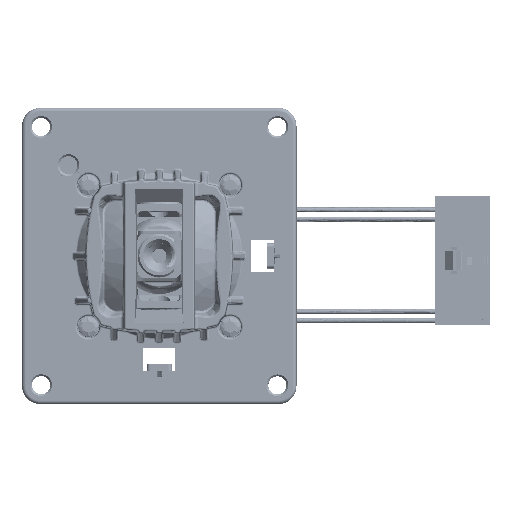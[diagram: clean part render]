
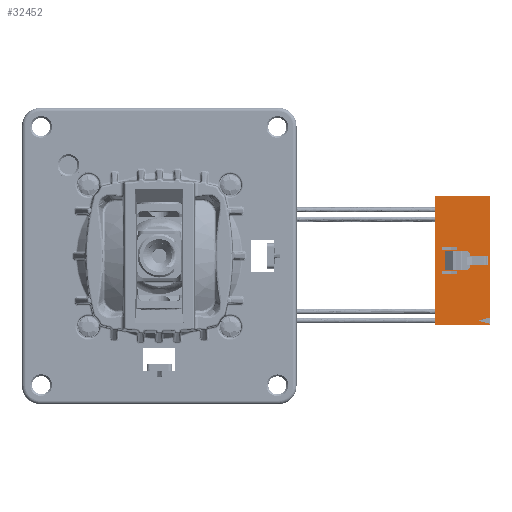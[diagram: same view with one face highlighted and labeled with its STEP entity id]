
A CAD part, top view. The second image highlights one B-rep face of the part: STEP entity #32452.
In plain terms, the highlighted planar face has unit normal (0, 0, 1).
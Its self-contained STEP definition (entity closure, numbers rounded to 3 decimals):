
#4159=FACE_BOUND('',#50848,.T.);
#4160=FACE_BOUND('',#50849,.T.);
#4161=FACE_BOUND('',#50850,.T.);
#4162=FACE_BOUND('',#50851,.T.);
#32452=ADVANCED_FACE('',(#4159,#4160,#4161,#4162),#37390,.T.);
#37390=PLANE('',#143419);
#50848=EDGE_LOOP('',(#79143,#79144,#79145,#79146,#79147,#79148,#79149));
#50849=EDGE_LOOP('',(#79150,#79151,#79152,#79153));
#50850=EDGE_LOOP('',(#79154,#79155,#79156,#79157));
#50851=EDGE_LOOP('',(#79158,#79159,#79160,#79161));
#79143=ORIENTED_EDGE('',*,*,#109926,.T.);
#79144=ORIENTED_EDGE('',*,*,#110549,.F.);
#79145=ORIENTED_EDGE('',*,*,#109740,.F.);
#79146=ORIENTED_EDGE('',*,*,#110550,.T.);
#79147=ORIENTED_EDGE('',*,*,#109923,.T.);
#79148=ORIENTED_EDGE('',*,*,#110548,.F.);
#79149=ORIENTED_EDGE('',*,*,#110551,.F.);
#79150=ORIENTED_EDGE('',*,*,#110552,.T.);
#79151=ORIENTED_EDGE('',*,*,#110553,.T.);
#79152=ORIENTED_EDGE('',*,*,#110554,.T.);
#79153=ORIENTED_EDGE('',*,*,#110555,.T.);
#79154=ORIENTED_EDGE('',*,*,#110556,.T.);
#79155=ORIENTED_EDGE('',*,*,#110557,.T.);
#79156=ORIENTED_EDGE('',*,*,#110558,.T.);
#79157=ORIENTED_EDGE('',*,*,#110559,.T.);
#79158=ORIENTED_EDGE('',*,*,#110560,.T.);
#79159=ORIENTED_EDGE('',*,*,#110561,.T.);
#79160=ORIENTED_EDGE('',*,*,#110562,.T.);
#79161=ORIENTED_EDGE('',*,*,#110563,.T.);
#94454=VERTEX_POINT('',#231926);
#94456=VERTEX_POINT('',#231929);
#94636=VERTEX_POINT('',#232293);
#94638=VERTEX_POINT('',#232296);
#94639=VERTEX_POINT('',#232299);
#94640=VERTEX_POINT('',#232301);
#94979=VERTEX_POINT('',#233557);
#94980=VERTEX_POINT('',#233564);
#94981=VERTEX_POINT('',#233565);
#94982=VERTEX_POINT('',#233567);
#94983=VERTEX_POINT('',#233569);
#94984=VERTEX_POINT('',#233572);
#94985=VERTEX_POINT('',#233573);
#94986=VERTEX_POINT('',#233575);
#94987=VERTEX_POINT('',#233577);
#94988=VERTEX_POINT('',#233580);
#94989=VERTEX_POINT('',#233581);
#94990=VERTEX_POINT('',#233583);
#94991=VERTEX_POINT('',#233585);
#109740=EDGE_CURVE('',#94454,#94456,#122249,.T.);
#109923=EDGE_CURVE('',#94638,#94636,#122432,.T.);
#109926=EDGE_CURVE('',#94640,#94639,#122435,.T.);
#110548=EDGE_CURVE('',#94979,#94636,#123057,.T.);
#110549=EDGE_CURVE('',#94456,#94639,#123058,.T.);
#110550=EDGE_CURVE('',#94454,#94638,#123059,.T.);
#110551=EDGE_CURVE('',#94640,#94979,#123060,.T.);
#110552=EDGE_CURVE('',#94980,#94981,#123061,.T.);
#110553=EDGE_CURVE('',#94981,#94982,#123062,.T.);
#110554=EDGE_CURVE('',#94982,#94983,#123063,.T.);
#110555=EDGE_CURVE('',#94983,#94980,#123064,.T.);
#110556=EDGE_CURVE('',#94984,#94985,#123065,.T.);
#110557=EDGE_CURVE('',#94985,#94986,#123066,.T.);
#110558=EDGE_CURVE('',#94986,#94987,#123067,.T.);
#110559=EDGE_CURVE('',#94987,#94984,#123068,.T.);
#110560=EDGE_CURVE('',#94988,#94989,#123069,.T.);
#110561=EDGE_CURVE('',#94989,#94990,#123070,.T.);
#110562=EDGE_CURVE('',#94990,#94991,#123071,.T.);
#110563=EDGE_CURVE('',#94991,#94988,#123072,.T.);
#122249=LINE('',#231928,#132485);
#122432=LINE('',#232295,#132668);
#122435=LINE('',#232300,#132671);
#123057=LINE('',#233558,#133293);
#123058=LINE('',#233560,#133294);
#123059=LINE('',#233561,#133295);
#123060=LINE('',#233562,#133296);
#123061=LINE('',#233563,#133297);
#123062=LINE('',#233566,#133298);
#123063=LINE('',#233568,#133299);
#123064=LINE('',#233570,#133300);
#123065=LINE('',#233571,#133301);
#123066=LINE('',#233574,#133302);
#123067=LINE('',#233576,#133303);
#123068=LINE('',#233578,#133304);
#123069=LINE('',#233579,#133305);
#123070=LINE('',#233582,#133306);
#123071=LINE('',#233584,#133307);
#123072=LINE('',#233586,#133308);
#132485=VECTOR('',#170522,1.);
#132668=VECTOR('',#170709,1.);
#132671=VECTOR('',#170712,1.);
#133293=VECTOR('',#171926,1.);
#133294=VECTOR('',#171929,1.);
#133295=VECTOR('',#171930,1.);
#133296=VECTOR('',#171931,1.);
#133297=VECTOR('',#171932,1.);
#133298=VECTOR('',#171933,1.);
#133299=VECTOR('',#171934,1.);
#133300=VECTOR('',#171935,1.);
#133301=VECTOR('',#171936,1.);
#133302=VECTOR('',#171937,1.);
#133303=VECTOR('',#171938,1.);
#133304=VECTOR('',#171939,1.);
#133305=VECTOR('',#171940,1.);
#133306=VECTOR('',#171941,1.);
#133307=VECTOR('',#171942,1.);
#133308=VECTOR('',#171943,1.);
#143419=AXIS2_PLACEMENT_3D('',#233587,#171944,#171945);
#170522=DIRECTION('',(0.,1.,0.));
#170709=DIRECTION('',(0.,1.,0.));
#170712=DIRECTION('',(0.,1.,0.));
#171926=DIRECTION('',(0.966,-0.259,0.));
#171929=DIRECTION('',(1.,0.,0.));
#171930=DIRECTION('',(1.,0.,0.));
#171931=DIRECTION('',(-0.966,-0.259,0.));
#171932=DIRECTION('',(0.,-1.,0.));
#171933=DIRECTION('',(-1.,0.,0.));
#171934=DIRECTION('',(0.,1.,0.));
#171935=DIRECTION('',(1.,0.,0.));
#171936=DIRECTION('',(0.,-1.,0.));
#171937=DIRECTION('',(-1.,0.,0.));
#171938=DIRECTION('',(0.,1.,0.));
#171939=DIRECTION('',(1.,0.,0.));
#171940=DIRECTION('',(0.,-1.,0.));
#171941=DIRECTION('',(-1.,0.,0.));
#171942=DIRECTION('',(0.,1.,0.));
#171943=DIRECTION('',(1.,0.,0.));
#171944=DIRECTION('',(0.,0.,1.));
#171945=DIRECTION('',(0.,1.,0.));
#231926=CARTESIAN_POINT('',(99.486,59.754,-133.876));
#231928=CARTESIAN_POINT('',(99.486,59.754,-133.876));
#231929=CARTESIAN_POINT('',(99.486,95.314,-133.876));
#232293=CARTESIAN_POINT('',(114.726,60.157,-133.876));
#232295=CARTESIAN_POINT('',(114.726,59.754,-133.876));
#232296=CARTESIAN_POINT('',(114.726,59.754,-133.876));
#232299=CARTESIAN_POINT('',(114.726,95.314,-133.876));
#232300=CARTESIAN_POINT('',(114.726,61.892,-133.876));
#232301=CARTESIAN_POINT('',(114.726,61.892,-133.876));
#233557=CARTESIAN_POINT('',(111.489,61.024,-133.876));
#233558=CARTESIAN_POINT('',(111.489,61.024,-133.876));
#233560=CARTESIAN_POINT('',(99.486,95.314,-133.876));
#233561=CARTESIAN_POINT('',(99.486,59.754,-133.876));
#233562=CARTESIAN_POINT('',(114.726,61.892,-133.876));
#233563=CARTESIAN_POINT('',(105.582,74.562,-133.876));
#233564=CARTESIAN_POINT('',(105.582,74.562,-133.876));
#233565=CARTESIAN_POINT('',(105.582,73.724,-133.876));
#233566=CARTESIAN_POINT('',(105.582,73.724,-133.876));
#233567=CARTESIAN_POINT('',(101.645,73.724,-133.876));
#233568=CARTESIAN_POINT('',(101.645,73.724,-133.876));
#233569=CARTESIAN_POINT('',(101.645,74.562,-133.876));
#233570=CARTESIAN_POINT('',(101.645,74.562,-133.876));
#233571=CARTESIAN_POINT('',(114.218,78.868,-133.876));
#233572=CARTESIAN_POINT('',(114.218,78.868,-133.876));
#233573=CARTESIAN_POINT('',(114.218,76.201,-133.876));
#233574=CARTESIAN_POINT('',(114.218,76.201,-133.876));
#233575=CARTESIAN_POINT('',(112.339,76.201,-133.876));
#233576=CARTESIAN_POINT('',(112.339,76.201,-133.876));
#233577=CARTESIAN_POINT('',(112.339,78.868,-133.876));
#233578=CARTESIAN_POINT('',(112.339,78.868,-133.876));
#233579=CARTESIAN_POINT('',(105.582,81.344,-133.876));
#233580=CARTESIAN_POINT('',(105.582,81.344,-133.876));
#233581=CARTESIAN_POINT('',(105.582,80.506,-133.876));
#233582=CARTESIAN_POINT('',(105.582,80.506,-133.876));
#233583=CARTESIAN_POINT('',(101.645,80.506,-133.876));
#233584=CARTESIAN_POINT('',(101.645,80.506,-133.876));
#233585=CARTESIAN_POINT('',(101.645,81.344,-133.876));
#233586=CARTESIAN_POINT('',(101.645,81.344,-133.876));
#233587=CARTESIAN_POINT('',(107.106,77.534,-133.876));
